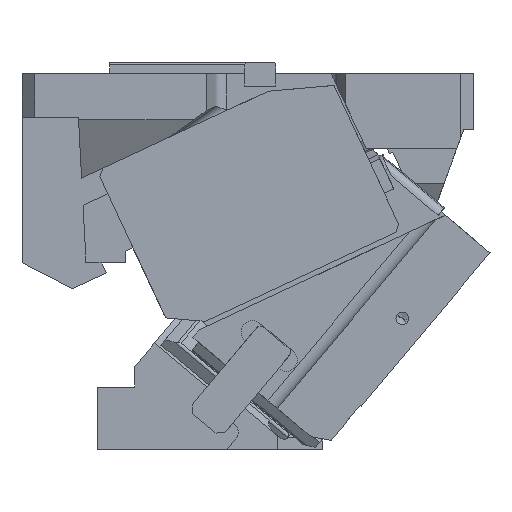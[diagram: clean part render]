
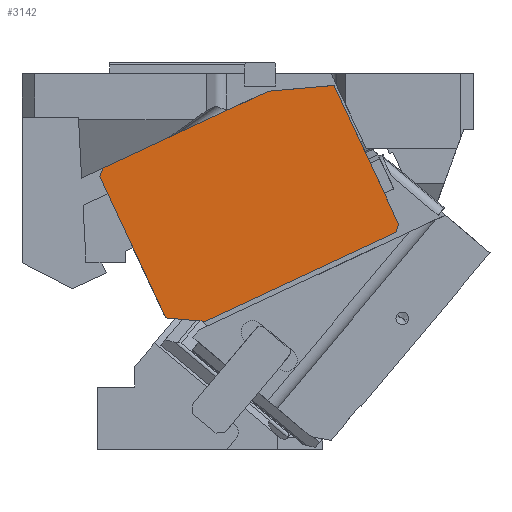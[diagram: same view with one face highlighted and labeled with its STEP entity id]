
A CAD part, front view. The second image highlights one B-rep face of the part: STEP entity #3142.
In plain terms, the highlighted planar face has unit normal (0, -1, 0).
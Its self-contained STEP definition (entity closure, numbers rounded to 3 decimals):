
#3043=CARTESIAN_POINT('Vertex',(-174.051,-126.,102.409)) ;
#3046=CARTESIAN_POINT('Line Origine',(-189.765,-126.,103.783)) ;
#3050=CARTESIAN_POINT('Vertex',(-205.478,-126.,105.158)) ;
#3065=CARTESIAN_POINT('Axis2P3D Location',(-260.092,-126.,222.277)) ;
#3071=CARTESIAN_POINT('Control Point',(-71.753,-126.,290.441)) ;
#3072=CARTESIAN_POINT('Control Point',(-71.223,-126.,290.487)) ;
#3073=CARTESIAN_POINT('Vertex',(-71.753,-126.,290.441)) ;
#3075=CARTESIAN_POINT('Vertex',(-71.223,-126.,290.487)) ;
#3078=CARTESIAN_POINT('Line Origine',(-97.702,-126.,288.171)) ;
#3082=CARTESIAN_POINT('Vertex',(-123.651,-126.,285.9)) ;
#3085=CARTESIAN_POINT('Line Origine',(-129.326,-126.,283.254)) ;
#3089=CARTESIAN_POINT('Vertex',(-135.,-126.,280.608)) ;
#3092=CARTESIAN_POINT('Line Origine',(-195.28,-126.,252.499)) ;
#3096=CARTESIAN_POINT('Vertex',(-255.56,-126.,224.39)) ;
#3099=CARTESIAN_POINT('Line Origine',(-256.769,-126.,221.068)) ;
#3103=CARTESIAN_POINT('Vertex',(-257.978,-126.,217.746)) ;
#3106=CARTESIAN_POINT('Line Origine',(-231.728,-126.,161.452)) ;
#3111=CARTESIAN_POINT('Line Origine',(-98.066,-126.,137.841)) ;
#3115=CARTESIAN_POINT('Vertex',(-22.082,-126.,173.273)) ;
#3118=CARTESIAN_POINT('Line Origine',(-20.873,-126.,176.595)) ;
#3122=CARTESIAN_POINT('Vertex',(-19.663,-126.,179.918)) ;
#3125=CARTESIAN_POINT('Line Origine',(-45.443,-126.,235.202)) ;
#3047=DIRECTION('Vector Direction',(-0.996,0.,0.087)) ;
#3066=DIRECTION('Axis2P3D Direction',(0.,1.,0.)) ;
#3067=DIRECTION('Axis2P3D XDirection',(0.423,0.,-0.906)) ;
#3079=DIRECTION('Vector Direction',(0.996,0.,0.087)) ;
#3086=DIRECTION('Vector Direction',(-0.906,0.,-0.423)) ;
#3093=DIRECTION('Vector Direction',(-0.906,0.,-0.423)) ;
#3100=DIRECTION('Vector Direction',(-0.342,0.,-0.94)) ;
#3107=DIRECTION('Vector Direction',(-0.423,0.,0.906)) ;
#3112=DIRECTION('Vector Direction',(-0.906,0.,-0.423)) ;
#3119=DIRECTION('Vector Direction',(0.342,0.,0.94)) ;
#3126=DIRECTION('Vector Direction',(0.423,0.,-0.906)) ;
#3068=AXIS2_PLACEMENT_3D('Plane Axis2P3D',#3065,#3066,#3067) ;
#3131=ORIENTED_EDGE('',*,*,#3077,.F.) ;
#3132=ORIENTED_EDGE('',*,*,#3084,.F.) ;
#3133=ORIENTED_EDGE('',*,*,#3091,.T.) ;
#3134=ORIENTED_EDGE('',*,*,#3098,.T.) ;
#3135=ORIENTED_EDGE('',*,*,#3105,.T.) ;
#3136=ORIENTED_EDGE('',*,*,#3110,.F.) ;
#3137=ORIENTED_EDGE('',*,*,#3052,.F.) ;
#3138=ORIENTED_EDGE('',*,*,#3117,.F.) ;
#3139=ORIENTED_EDGE('',*,*,#3124,.T.) ;
#3140=ORIENTED_EDGE('',*,*,#3129,.F.) ;
#3048=VECTOR('Line Direction',#3047,1.) ;
#3080=VECTOR('Line Direction',#3079,1.) ;
#3087=VECTOR('Line Direction',#3086,1.) ;
#3094=VECTOR('Line Direction',#3093,1.) ;
#3101=VECTOR('Line Direction',#3100,1.) ;
#3108=VECTOR('Line Direction',#3107,1.) ;
#3113=VECTOR('Line Direction',#3112,1.) ;
#3120=VECTOR('Line Direction',#3119,1.) ;
#3127=VECTOR('Line Direction',#3126,1.) ;
#3142=ADVANCED_FACE('CAM HOLDER',(#3141),#3069,.F.) ;
#3070=B_SPLINE_CURVE_WITH_KNOTS('',1,(#3071,#3072),.UNSPECIFIED.,.F.,.U.,(2,2),(0.,0.532),.UNSPECIFIED.) ;
#3052=EDGE_CURVE('',#3044,#3051,#3049,.T.) ;
#3077=EDGE_CURVE('',#3074,#3076,#3070,.T.) ;
#3084=EDGE_CURVE('',#3083,#3074,#3081,.T.) ;
#3091=EDGE_CURVE('',#3083,#3090,#3088,.T.) ;
#3098=EDGE_CURVE('',#3090,#3097,#3095,.T.) ;
#3105=EDGE_CURVE('',#3097,#3104,#3102,.T.) ;
#3110=EDGE_CURVE('',#3051,#3104,#3109,.T.) ;
#3117=EDGE_CURVE('',#3116,#3044,#3114,.T.) ;
#3124=EDGE_CURVE('',#3116,#3123,#3121,.T.) ;
#3129=EDGE_CURVE('',#3076,#3123,#3128,.T.) ;
#3130=EDGE_LOOP('',(#3131,#3132,#3133,#3134,#3135,#3136,#3137,#3138,#3139,#3140)) ;
#3141=FACE_OUTER_BOUND('',#3130,.T.) ;
#3049=LINE('Line',#3046,#3048) ;
#3081=LINE('Line',#3078,#3080) ;
#3088=LINE('Line',#3085,#3087) ;
#3095=LINE('Line',#3092,#3094) ;
#3102=LINE('Line',#3099,#3101) ;
#3109=LINE('Line',#3106,#3108) ;
#3114=LINE('Line',#3111,#3113) ;
#3121=LINE('Line',#3118,#3120) ;
#3128=LINE('Line',#3125,#3127) ;
#3069=PLANE('Plane',#3068) ;
#3044=VERTEX_POINT('',#3043) ;
#3051=VERTEX_POINT('',#3050) ;
#3074=VERTEX_POINT('',#3073) ;
#3076=VERTEX_POINT('',#3075) ;
#3083=VERTEX_POINT('',#3082) ;
#3090=VERTEX_POINT('',#3089) ;
#3097=VERTEX_POINT('',#3096) ;
#3104=VERTEX_POINT('',#3103) ;
#3116=VERTEX_POINT('',#3115) ;
#3123=VERTEX_POINT('',#3122) ;
